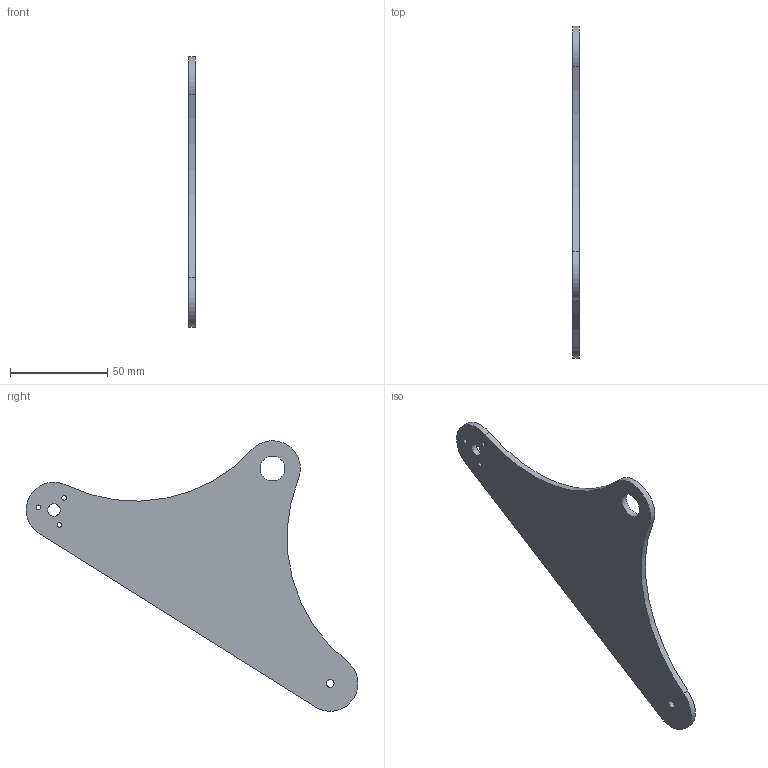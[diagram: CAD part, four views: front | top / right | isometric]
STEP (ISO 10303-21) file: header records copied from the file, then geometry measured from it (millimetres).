
FILE_DESCRIPTION(/* description */ ('STEP AP214'),/* implementation_level */ '2;1');
FILE_NAME(/* name */ '625b94d28af6832b855617bd',/* time_stamp */ '2022-04-17T04:17:22+00:00',/* author */ (''),/* organization */ (''),/* preprocessor_version */ 'ST-DEVELOPER v18.101',/* originating_system */ ' ',/* authorisation */ ' ');
FILE_SCHEMA (('AUTOMOTIVE_DESIGN {1 0 10303 214 3 1 1}'));
Length unit declared in the file: metre
Products named in the file (1): Part 285
Bounding box: 3.17 x 170.42 x 138.95 mm (x, y, z)
Volume: 31434.9 mm3; surface area: 21698.4 mm2
Topology: 1 solids, 1 shells, 14 faces, 36 edges, 24 vertices
Faces by surface type: cylinder 11, plane 3
Full cylindrical faces by diameter (mm): 2.381 x3, 4.039 x1, 6.35 x1, 12.7 x1
Entity records: 466 total; most frequent: DIRECTION 82, CARTESIAN_POINT 69, ORIENTED_EDGE 60, AXIS2_PLACEMENT_3D 37, EDGE_LOOP 32, FACE_BOUND 32, EDGE_CURVE 30, VERTEX_POINT 24
